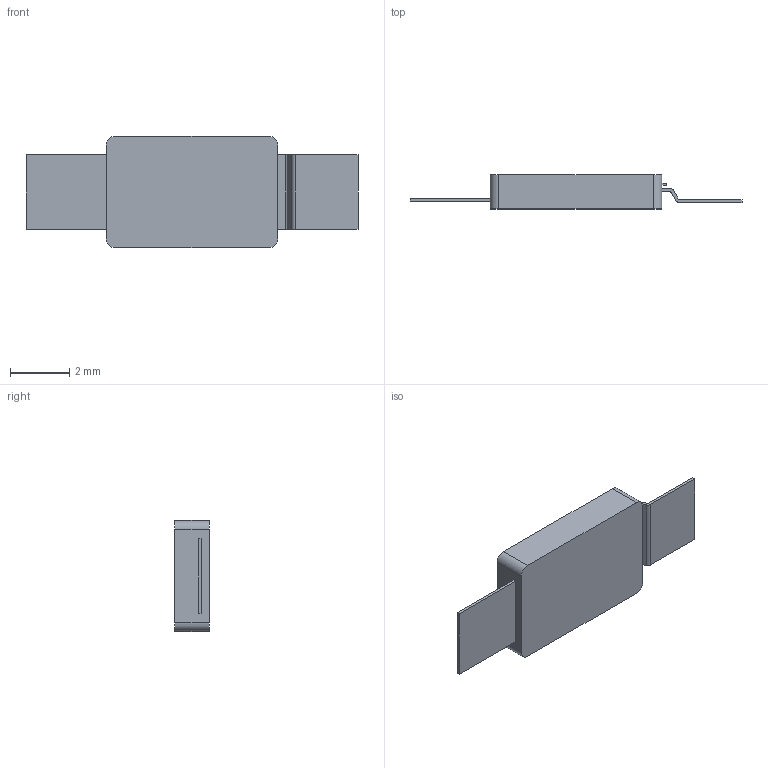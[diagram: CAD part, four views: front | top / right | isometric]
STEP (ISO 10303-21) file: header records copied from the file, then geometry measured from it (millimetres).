
FILE_DESCRIPTION (( 'STEP AP203' ), '1' );
FILE_NAME ('LC標準.STEP', '2018-10-03T09:03:02', ( '情報システム' ), ( '株式会社小松ライト製作所' ), 'SwSTEP 2.0', 'SolidWorks 2016', '' );
FILE_SCHEMA (( 'CONFIG_CONTROL_DESIGN' ));
Length unit declared in the file: millimetre
Products named in the file (1): LC標準
Bounding box: 11.2 x 1.15 x 3.75 mm (x, y, z)
Volume: 26.3 mm3; surface area: 95.2 mm2
Topology: 3 solids, 3 shells, 35 faces, 84 edges, 56 vertices
Faces by surface type: plane 27, cylinder 8
Entity records: 1087 total; most frequent: CARTESIAN_POINT 176, DIRECTION 172, ORIENTED_EDGE 168, EDGE_CURVE 84, VECTOR 68, LINE 68, VERTEX_POINT 56, AXIS2_PLACEMENT_3D 52
